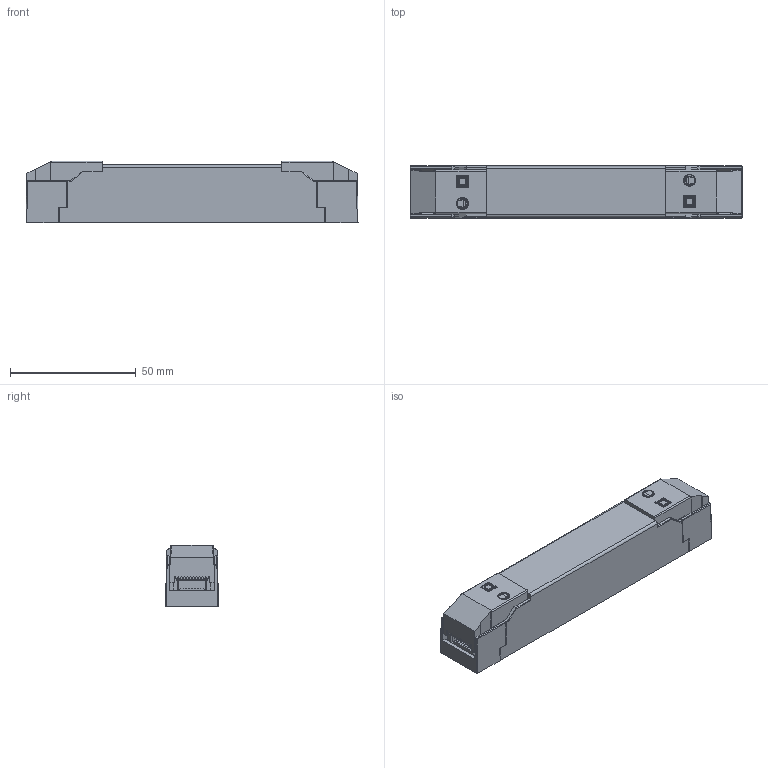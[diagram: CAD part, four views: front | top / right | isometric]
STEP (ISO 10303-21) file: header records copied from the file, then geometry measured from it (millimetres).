
FILE_DESCRIPTION((''),'2;1');
FILE_NAME('LLDC12W1204_ASM','2025-01-20T14:02:56',('a'),(''),'CREO PARAMETRIC BY PTC INC, 2022073','CREO PARAMETRIC BY PTC INC, 2022073','');
FILE_SCHEMA(('CONFIG_CONTROL_DESIGN'));
Length unit declared in the file: millimetre
Products named in the file (5): MAWLLDC12W-S-1A; MAWLLDC12W-S-2A; MAWLLDC12W-S-3A; MAWLLDC12W-S-4A_; LLDC12W1204_ASM
Assembly tree (6 placements, depth 2):
  LLDC12W1204_ASM
    MAWLLDC12W-S-1A
    MAWLLDC12W-S-2A
    MAWLLDC12W-S-3A  x2
    MAWLLDC12W-S-4A_  x2
Bounding box: 131.96 x 21 x 24.5 mm (x, y, z)
Volume: 18317.3 mm3; surface area: 30111 mm2
Topology: 6 solids, 6 shells, 1089 faces, 2974 edges, 1912 vertices
Faces by surface type: plane 887, cylinder 194, sphere 8
Entity records: 21216 total; most frequent: CARTESIAN_POINT 3999, ORIENTED_EDGE 3684, DIRECTION 3330, EDGE_CURVE 1842, VECTOR 1610, LINE 1610, VERTEX_POINT 1188, AXIS2_PLACEMENT_3D 860
